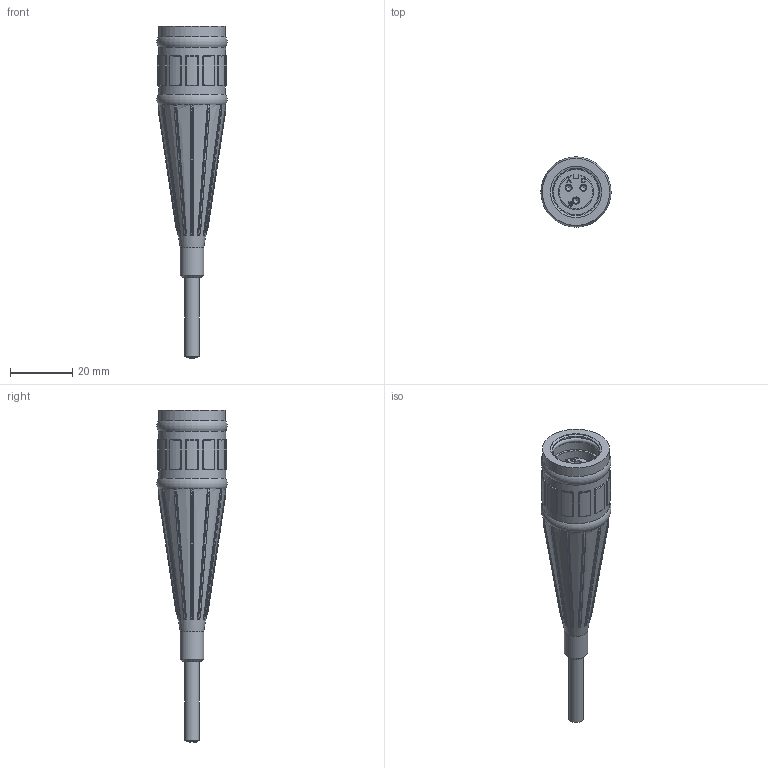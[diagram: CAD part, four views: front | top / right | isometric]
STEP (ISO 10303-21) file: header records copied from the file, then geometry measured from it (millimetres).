
FILE_DESCRIPTION(/* description */ (''),/* implementation_level */ '2;1');
FILE_NAME(/* name */ 'V3R.stp',/* time_stamp */ '2017-05-04T15:52:25-04:00',/* author */ ('aneininger'),/* organization */ ('CONNECTION TECHNOLOGY CENTER'),/* preprocessor_version */ 'ST-DEVELOPER v16.5',/* originating_system */ 'Autodesk Inventor 2017',/* authorisation */ '');
FILE_SCHEMA (('AUTOMOTIVE_DESIGN { 1 0 10303 214 3 1 1 }'));
Length unit declared in the file: inch
Products named in the file (1): Part9
Bounding box: 22.6 x 22.6 x 106.93 mm (x, y, z)
Volume: 16177 mm3; surface area: 7424.9 mm2
Topology: 1 solids, 1 shells, 1062 faces, 2214 edges, 1222 vertices
Faces by surface type: cylinder 439, plane 322, bspline 189, torus 56, sphere 48, cone 8
Full cylindrical faces by diameter (mm): 0.102 x12, 0.127 x48, 1.245 x4, 1.727 x3, 2.286 x3, 3.124 x1, 3.251 x1, 4.826 x1, 7.62 x1, 14.605 x1, 14.986 x1, 15.24 x1, 15.748 x1, 16.51 x3, 17.272 x1, 21.59 x2
Entity records: 33636 total; most frequent: CARTESIAN_POINT 10740, DIRECTION 4666, ORIENTED_EDGE 4450, EDGE_CURVE 2135, AXIS2_PLACEMENT_3D 2022, VERTEX_POINT 1213, EDGE_LOOP 1200, FACE_OUTER_BOUND 1062
